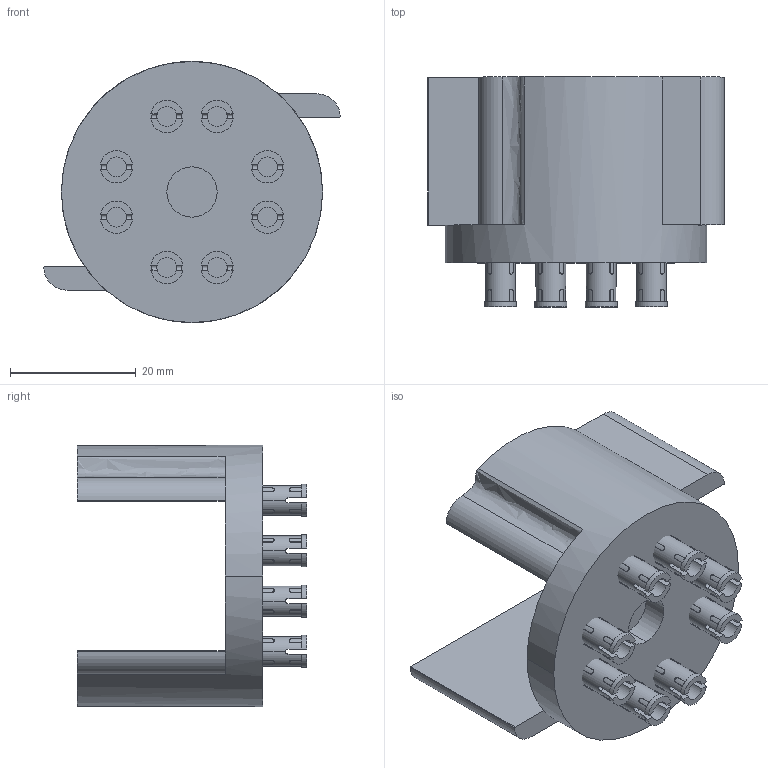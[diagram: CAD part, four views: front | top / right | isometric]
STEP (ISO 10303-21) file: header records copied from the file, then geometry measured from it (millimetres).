
FILE_DESCRIPTION((''),'2;1');
FILE_NAME('ZANGE_MIT_PINS_ASM','2024-10-02T17:45:24',('weiss'),(''),'CREO PARAMETRIC BY PTC INC, 2022014','CREO PARAMETRIC BY PTC INC, 2022014','');
FILE_SCHEMA(('CONFIG_CONTROL_DESIGN'));
Length unit declared in the file: millimetre
Products named in the file (3): EV3_ZANGE; LEGO_TEC_PIN; ZANGE_MIT_PINS_ASM
Assembly tree (9 placements, depth 2):
  ZANGE_MIT_PINS_ASM
    EV3_ZANGE
    LEGO_TEC_PIN  x8
Bounding box: 47.1 x 36.5 x 41.5 mm (x, y, z)
Volume: 19356.2 mm3; surface area: 9874.9 mm2
Topology: 9 solids, 9 shells, 449 faces, 1264 edges, 842 vertices
Faces by surface type: plane 227, cylinder 220, extrusion 2
Entity records: 2726 total; most frequent: CARTESIAN_POINT 600, ORIENTED_EDGE 428, DIRECTION 426, EDGE_CURVE 214, AXIS2_PLACEMENT_3D 150, VERTEX_POINT 142, VECTOR 126, LINE 124
